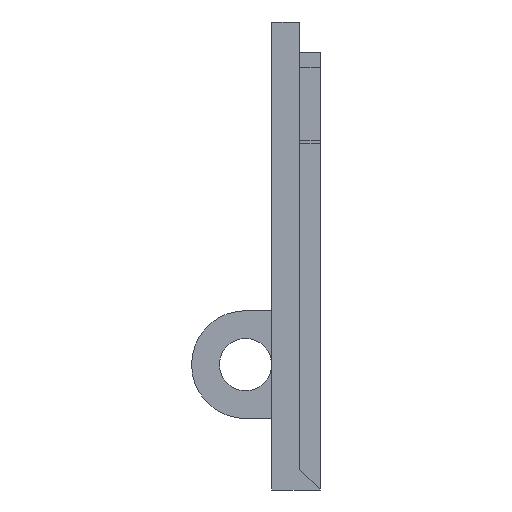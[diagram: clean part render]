
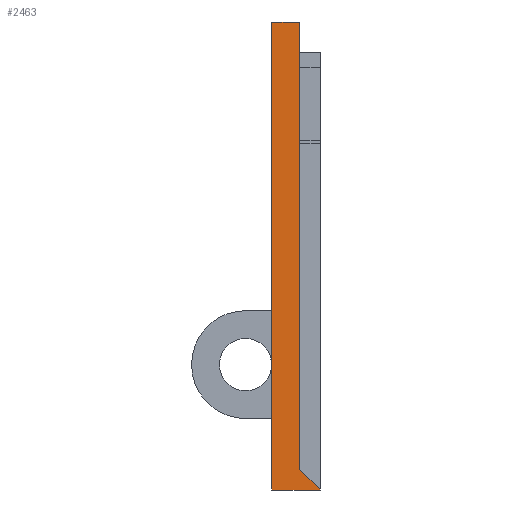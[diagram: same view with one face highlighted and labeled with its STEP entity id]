
A CAD part, left-side view. The second image highlights one B-rep face of the part: STEP entity #2463.
In plain terms, the highlighted planar face has unit normal (-1, 0, 0).
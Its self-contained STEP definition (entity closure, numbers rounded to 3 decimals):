
#15 = EDGE_LOOP ( 'NONE', ( #2046, #461, #5135, #3718, #3117 ) ) ;
#113 = CARTESIAN_POINT ( 'NONE',  ( -50.961, 19.831, 44.76 ) ) ;
#117 = PLANE ( 'NONE',  #5547 ) ;
#176 = DIRECTION ( 'NONE',  ( -1., 0., 0. ) ) ;
#205 = CARTESIAN_POINT ( 'NONE',  ( -50.961, 19.831, -179.24 ) ) ;
#272 = CARTESIAN_POINT ( 'NONE',  ( -50.961, 6.498, 23.093 ) ) ;
#388 = DIRECTION ( 'NONE',  ( 0., -1., 0. ) ) ;
#461 = ORIENTED_EDGE ( 'NONE', *, *, #2187, .T. ) ;
#499 = DIRECTION ( 'NONE',  ( 0., 0., 1. ) ) ;
#529 = VECTOR ( 'NONE', #499, 1000. ) ;
#580 = LINE ( 'NONE', #113, #529 ) ;
#854 = VECTOR ( 'NONE', #388, 1000. ) ;
#1437 = EDGE_CURVE ( 'NONE', #4297, #4203, #5097, .T. ) ;
#1447 = VERTEX_POINT ( 'NONE', #205 ) ;
#1604 = DIRECTION ( 'NONE',  ( 0., -0.707, -0.707 ) ) ;
#1708 = CARTESIAN_POINT ( 'NONE',  ( -50.961, 19.831, 44.76 ) ) ;
#2046 = ORIENTED_EDGE ( 'NONE', *, *, #1437, .F. ) ;
#2187 = EDGE_CURVE ( 'NONE', #4297, #2444, #5222, .T. ) ;
#2274 = CARTESIAN_POINT ( 'NONE',  ( -50.961, 10.664, -179.24 ) ) ;
#2279 = VECTOR ( 'NONE', #3885, 1000. ) ;
#2296 = DIRECTION ( 'NONE',  ( 0., 0., 1. ) ) ;
#2444 = VERTEX_POINT ( 'NONE', #4136 ) ;
#2445 = CARTESIAN_POINT ( 'NONE',  ( -50.961, 6.498, -169.24 ) ) ;
#2463 = ADVANCED_FACE ( 'NONE', ( #5419 ), #117, .T. ) ;
#2860 = EDGE_CURVE ( 'NONE', #1447, #4358, #580, .T. ) ;
#3107 = DIRECTION ( 'NONE',  ( 0., -1., 0. ) ) ;
#3117 = ORIENTED_EDGE ( 'NONE', *, *, #3660, .T. ) ;
#3184 = CARTESIAN_POINT ( 'NONE',  ( -50.961, 10.664, 44.76 ) ) ;
#3474 = CARTESIAN_POINT ( 'NONE',  ( -50.961, 10.664, 44.76 ) ) ;
#3544 = LINE ( 'NONE', #2274, #5728 ) ;
#3660 = EDGE_CURVE ( 'NONE', #1447, #4203, #3544, .T. ) ;
#3718 = ORIENTED_EDGE ( 'NONE', *, *, #2860, .F. ) ;
#3885 = DIRECTION ( 'NONE',  ( 0., 0., 1. ) ) ;
#3932 = EDGE_CURVE ( 'NONE', #4358, #2444, #5274, .T. ) ;
#4136 = CARTESIAN_POINT ( 'NONE',  ( -50.961, 6.498, 44.76 ) ) ;
#4203 = VERTEX_POINT ( 'NONE', #5080 ) ;
#4267 = VECTOR ( 'NONE', #1604, 1000. ) ;
#4297 = VERTEX_POINT ( 'NONE', #4737 ) ;
#4358 = VERTEX_POINT ( 'NONE', #1708 ) ;
#4737 = CARTESIAN_POINT ( 'NONE',  ( -50.961, 6.498, -169.24 ) ) ;
#5080 = CARTESIAN_POINT ( 'NONE',  ( -50.961, -3.502, -179.24 ) ) ;
#5097 = LINE ( 'NONE', #2445, #4267 ) ;
#5135 = ORIENTED_EDGE ( 'NONE', *, *, #3932, .F. ) ;
#5222 = LINE ( 'NONE', #272, #2279 ) ;
#5274 = LINE ( 'NONE', #3474, #854 ) ;
#5419 = FACE_OUTER_BOUND ( 'NONE', #15, .T. ) ;
#5547 = AXIS2_PLACEMENT_3D ( 'NONE', #3184, #176, #2296 ) ;
#5728 = VECTOR ( 'NONE', #3107, 1000. ) ;
